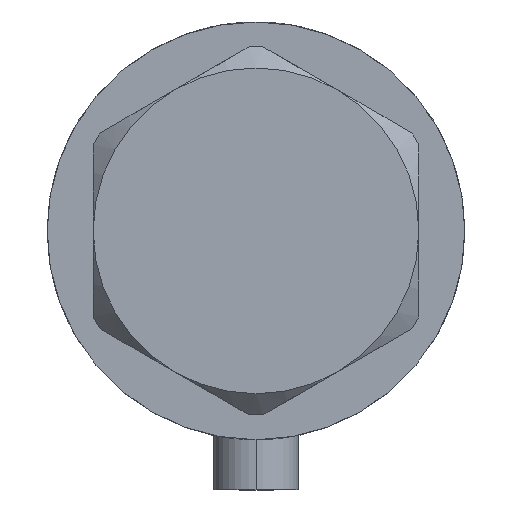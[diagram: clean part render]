
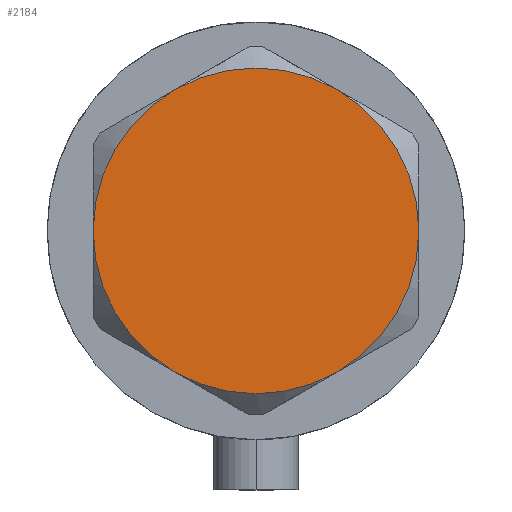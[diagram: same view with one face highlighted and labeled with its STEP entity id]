
A CAD part, left-side view. The second image highlights one B-rep face of the part: STEP entity #2184.
In plain terms, the highlighted face is planar.
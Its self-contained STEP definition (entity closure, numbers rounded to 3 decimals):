
#95 = ORIENTED_EDGE ( 'NONE', *, *, #1711, .T. ) ;
#396 = CARTESIAN_POINT ( 'NONE',  ( 23., 0., 13. ) ) ;
#478 = ORIENTED_EDGE ( 'NONE', *, *, #4231, .T. ) ;
#548 = DIRECTION ( 'NONE',  ( 1., 0., 0. ) ) ;
#649 = VERTEX_POINT ( 'NONE', #3236 ) ;
#708 = DIRECTION ( 'NONE',  ( 0., 0., 1. ) ) ;
#715 = PLANE ( 'NONE',  #2662 ) ;
#728 = AXIS2_PLACEMENT_3D ( 'NONE', #2962, #3978, #887 ) ;
#765 = DIRECTION ( 'NONE',  ( 0., 0., 1. ) ) ;
#807 = DIRECTION ( 'NONE',  ( 0., 0., 1. ) ) ;
#836 = ORIENTED_EDGE ( 'NONE', *, *, #2493, .T. ) ;
#856 = DIRECTION ( 'NONE',  ( 0., 0., 1. ) ) ;
#878 = AXIS2_PLACEMENT_3D ( 'NONE', #892, #3982, #548 ) ;
#887 = DIRECTION ( 'NONE',  ( 1., 0., 0. ) ) ;
#892 = CARTESIAN_POINT ( 'NONE',  ( 0., 0., 13. ) ) ;
#1031 = CARTESIAN_POINT ( 'NONE',  ( 0., 0., 13. ) ) ;
#1105 = EDGE_CURVE ( 'NONE', #2922, #2503, #3156, .T. ) ;
#1154 = ORIENTED_EDGE ( 'NONE', *, *, #1105, .T. ) ;
#1481 = VERTEX_POINT ( 'NONE', #2616 ) ;
#1593 = CIRCLE ( 'NONE', #2966, 23. ) ;
#1697 = CARTESIAN_POINT ( 'NONE',  ( 0., 0., 13. ) ) ;
#1711 = EDGE_CURVE ( 'NONE', #3433, #2194, #3666, .T. ) ;
#1762 = CARTESIAN_POINT ( 'NONE',  ( 0., 0., 13. ) ) ;
#1857 = DIRECTION ( 'NONE',  ( 1., 0., 0. ) ) ;
#2081 = CARTESIAN_POINT ( 'NONE',  ( -23., 0., 13. ) ) ;
#2100 = DIRECTION ( 'NONE',  ( 1., 0., 0. ) ) ;
#2184 = ADVANCED_FACE ( 'NONE', ( #2477 ), #715, .T. ) ;
#2194 = VERTEX_POINT ( 'NONE', #2596 ) ;
#2412 = DIRECTION ( 'NONE',  ( 0., 0., 1. ) ) ;
#2450 = ORIENTED_EDGE ( 'NONE', *, *, #3921, .T. ) ;
#2453 = CIRCLE ( 'NONE', #878, 23. ) ;
#2474 = ORIENTED_EDGE ( 'NONE', *, *, #3779, .T. ) ;
#2477 = FACE_OUTER_BOUND ( 'NONE', #2626, .T. ) ;
#2493 = EDGE_CURVE ( 'NONE', #1481, #3433, #3379, .T. ) ;
#2503 = VERTEX_POINT ( 'NONE', #2081 ) ;
#2596 = CARTESIAN_POINT ( 'NONE',  ( 11.5, 19.919, 13. ) ) ;
#2614 = CIRCLE ( 'NONE', #728, 23. ) ;
#2616 = CARTESIAN_POINT ( 'NONE',  ( 11.5, -19.919, 13. ) ) ;
#2626 = EDGE_LOOP ( 'NONE', ( #836, #95, #2450, #1154, #2474, #478 ) ) ;
#2662 = AXIS2_PLACEMENT_3D ( 'NONE', #1031, #765, #4101 ) ;
#2725 = AXIS2_PLACEMENT_3D ( 'NONE', #1762, #2412, #2100 ) ;
#2922 = VERTEX_POINT ( 'NONE', #3361 ) ;
#2962 = CARTESIAN_POINT ( 'NONE',  ( 0., 0., 13. ) ) ;
#2966 = AXIS2_PLACEMENT_3D ( 'NONE', #3168, #807, #1857 ) ;
#2974 = CARTESIAN_POINT ( 'NONE',  ( 0., 0., 13. ) ) ;
#3151 = AXIS2_PLACEMENT_3D ( 'NONE', #2974, #856, #3670 ) ;
#3156 = CIRCLE ( 'NONE', #3151, 23. ) ;
#3168 = CARTESIAN_POINT ( 'NONE',  ( 0., 0., 13. ) ) ;
#3236 = CARTESIAN_POINT ( 'NONE',  ( -11.5, -19.919, 13. ) ) ;
#3361 = CARTESIAN_POINT ( 'NONE',  ( -11.5, 19.919, 13. ) ) ;
#3379 = CIRCLE ( 'NONE', #4391, 23. ) ;
#3433 = VERTEX_POINT ( 'NONE', #396 ) ;
#3666 = CIRCLE ( 'NONE', #2725, 23. ) ;
#3670 = DIRECTION ( 'NONE',  ( 1., 0., 0. ) ) ;
#3779 = EDGE_CURVE ( 'NONE', #2503, #649, #1593, .T. ) ;
#3921 = EDGE_CURVE ( 'NONE', #2194, #2922, #2453, .T. ) ;
#3978 = DIRECTION ( 'NONE',  ( 0., 0., 1. ) ) ;
#3982 = DIRECTION ( 'NONE',  ( 0., 0., 1. ) ) ;
#4101 = DIRECTION ( 'NONE',  ( 1., 0., 0. ) ) ;
#4141 = DIRECTION ( 'NONE',  ( 1., 0., 0. ) ) ;
#4231 = EDGE_CURVE ( 'NONE', #649, #1481, #2614, .T. ) ;
#4391 = AXIS2_PLACEMENT_3D ( 'NONE', #1697, #708, #4141 ) ;
